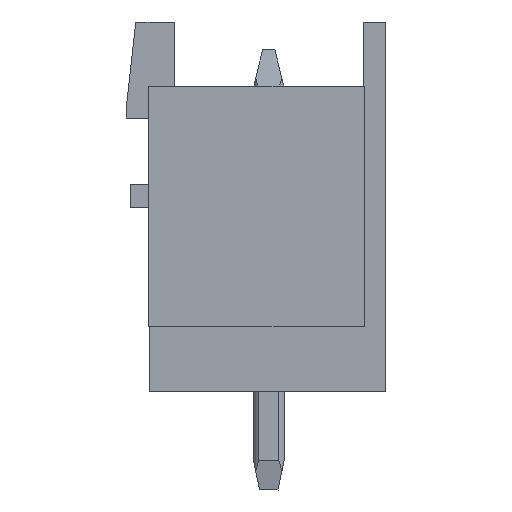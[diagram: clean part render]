
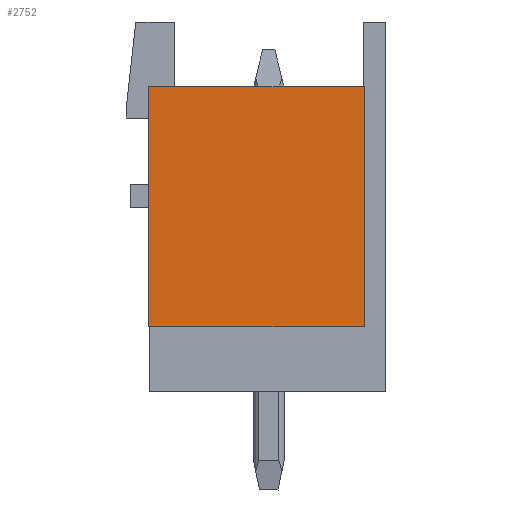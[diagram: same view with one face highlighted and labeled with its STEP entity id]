
A CAD part, left-side view. The second image highlights one B-rep face of the part: STEP entity #2752.
In plain terms, the highlighted planar face has unit normal (-1, 0, 0).
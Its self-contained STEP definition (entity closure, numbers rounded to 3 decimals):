
#2744=AXIS2_PLACEMENT_3D('Plane Axis2P3D',#2741,#2742,#2743) ;
#2068=CARTESIAN_POINT('Vertex',(0.,0.7,5.3)) ;
#2110=CARTESIAN_POINT('Vertex',(0.,0.7,13.1)) ;
#2113=CARTESIAN_POINT('Line Origine',(0.,0.7,9.2)) ;
#2607=CARTESIAN_POINT('Line Origine',(0.,7.7,9.2)) ;
#2611=CARTESIAN_POINT('Vertex',(0.,7.7,5.3)) ;
#2613=CARTESIAN_POINT('Vertex',(0.,7.7,13.1)) ;
#2678=CARTESIAN_POINT('Line Origine',(0.,4.2,5.3)) ;
#2729=CARTESIAN_POINT('Line Origine',(0.,4.2,13.1)) ;
#2741=CARTESIAN_POINT('Axis2P3D Location',(0.,0.,13.1)) ;
#2114=DIRECTION('Vector Direction',(0.,0.,-1.)) ;
#2608=DIRECTION('Vector Direction',(0.,0.,-1.)) ;
#2679=DIRECTION('Vector Direction',(0.,1.,0.)) ;
#2730=DIRECTION('Vector Direction',(0.,1.,0.)) ;
#2742=DIRECTION('Axis2P3D Direction',(1.,-0.,0.)) ;
#2743=DIRECTION('Axis2P3D XDirection',(0.,0.,-1.)) ;
#2115=VECTOR('Line Direction',#2114,1.) ;
#2609=VECTOR('Line Direction',#2608,1.) ;
#2680=VECTOR('Line Direction',#2679,1.) ;
#2731=VECTOR('Line Direction',#2730,1.) ;
#2747=ORIENTED_EDGE('',*,*,#2682,.F.) ;
#2748=ORIENTED_EDGE('',*,*,#2117,.T.) ;
#2749=ORIENTED_EDGE('',*,*,#2733,.T.) ;
#2750=ORIENTED_EDGE('',*,*,#2615,.F.) ;
#2752=ADVANCED_FACE('Housing',(#2751),#2745,.F.) ;
#2117=EDGE_CURVE('',#2069,#2111,#2116,.F.) ;
#2615=EDGE_CURVE('',#2612,#2614,#2610,.F.) ;
#2682=EDGE_CURVE('',#2069,#2612,#2681,.T.) ;
#2733=EDGE_CURVE('',#2111,#2614,#2732,.T.) ;
#2746=EDGE_LOOP('',(#2747,#2748,#2749,#2750)) ;
#2751=FACE_OUTER_BOUND('',#2746,.T.) ;
#2116=LINE('Line',#2113,#2115) ;
#2610=LINE('Line',#2607,#2609) ;
#2681=LINE('Line',#2678,#2680) ;
#2732=LINE('Line',#2729,#2731) ;
#2745=PLANE('',#2744) ;
#2069=VERTEX_POINT('',#2068) ;
#2111=VERTEX_POINT('',#2110) ;
#2612=VERTEX_POINT('',#2611) ;
#2614=VERTEX_POINT('',#2613) ;
